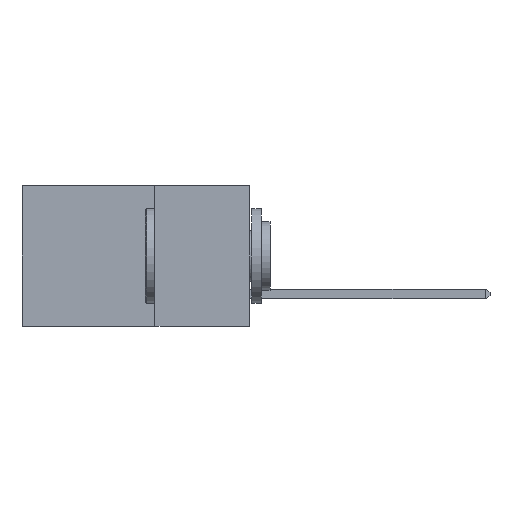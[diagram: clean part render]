
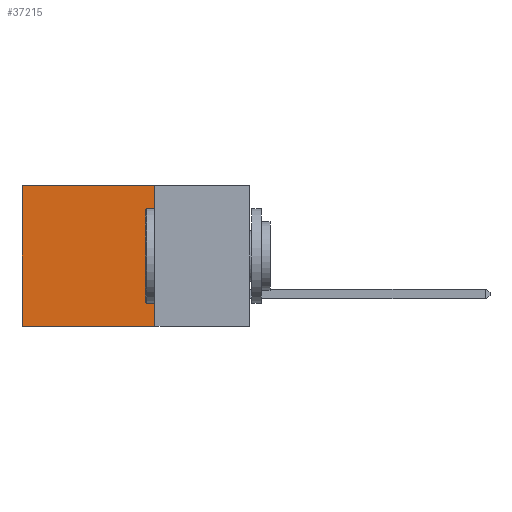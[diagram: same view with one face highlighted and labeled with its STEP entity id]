
A CAD part, left-side view. The second image highlights one B-rep face of the part: STEP entity #37215.
In plain terms, the highlighted planar face has unit normal (-1, 0, 0).
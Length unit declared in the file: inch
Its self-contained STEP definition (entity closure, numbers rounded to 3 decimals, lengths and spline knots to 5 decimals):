
#1016 = CARTESIAN_POINT ( 'NONE',  ( 0.2875, 0.25, -0.37 ) ) ;
#1448 = CARTESIAN_POINT ( 'NONE',  ( 0.2875, 0.25, -0.37 ) ) ;
#1799 = CARTESIAN_POINT ( 'NONE',  ( 0.2875, 0.25, 0. ) ) ;
#2649 = ORIENTED_EDGE ( 'NONE', *, *, #8945, .T. ) ;
#3468 = CARTESIAN_POINT ( 'NONE',  ( 0.2875, 0.6, 0. ) ) ;
#3685 = ORIENTED_EDGE ( 'NONE', *, *, #4695, .T. ) ;
#4466 = DIRECTION ( 'NONE',  ( 0., 1., 0. ) ) ;
#4695 = EDGE_CURVE ( 'NONE', #29303, #39217, #26439, .T. ) ;
#5735 = VERTEX_POINT ( 'NONE', #1016 ) ;
#8389 = EDGE_LOOP ( 'NONE', ( #3685, #31041, #17496, #2649 ) ) ;
#8945 = EDGE_CURVE ( 'NONE', #17817, #29303, #39276, .T. ) ;
#11752 = LINE ( 'NONE', #1448, #35971 ) ;
#12958 = FACE_OUTER_BOUND ( 'NONE', #8389, .T. ) ;
#13172 = CARTESIAN_POINT ( 'NONE',  ( 0.2875, 0.6, -0.37 ) ) ;
#13289 = CARTESIAN_POINT ( 'NONE',  ( 0.2875, 0.6, 0. ) ) ;
#14157 = VECTOR ( 'NONE', #14164, 39.37008 ) ;
#14164 = DIRECTION ( 'NONE',  ( 0., 0., -1. ) ) ;
#15110 = PLANE ( 'NONE',  #26238 ) ;
#15613 = CARTESIAN_POINT ( 'NONE',  ( 0.2875, 0.25, 0. ) ) ;
#15721 = EDGE_CURVE ( 'NONE', #17817, #5735, #25562, .T. ) ;
#17496 = ORIENTED_EDGE ( 'NONE', *, *, #15721, .F. ) ;
#17817 = VERTEX_POINT ( 'NONE', #15613 ) ;
#25562 = LINE ( 'NONE', #39149, #14157 ) ;
#25741 = DIRECTION ( 'NONE',  ( 0., 0., -1. ) ) ;
#26238 = AXIS2_PLACEMENT_3D ( 'NONE', #37219, #33785, #30993 ) ;
#26439 = LINE ( 'NONE', #13289, #28441 ) ;
#28441 = VECTOR ( 'NONE', #25741, 39.37008 ) ;
#29303 = VERTEX_POINT ( 'NONE', #3468 ) ;
#30993 = DIRECTION ( 'NONE',  ( 0., 0., -1. ) ) ;
#31041 = ORIENTED_EDGE ( 'NONE', *, *, #32142, .F. ) ;
#32142 = EDGE_CURVE ( 'NONE', #5735, #39217, #11752, .T. ) ;
#33664 = DIRECTION ( 'NONE',  ( 0., 1., 0. ) ) ;
#33785 = DIRECTION ( 'NONE',  ( 1., 0., 0. ) ) ;
#35971 = VECTOR ( 'NONE', #4466, 39.37008 ) ;
#36857 = VECTOR ( 'NONE', #33664, 39.37008 ) ;
#37215 = ADVANCED_FACE ( 'NONE', ( #12958 ), #15110, .F. ) ;
#37219 = CARTESIAN_POINT ( 'NONE',  ( 0.2875, 0.25, 0. ) ) ;
#39149 = CARTESIAN_POINT ( 'NONE',  ( 0.2875, 0.25, 0. ) ) ;
#39217 = VERTEX_POINT ( 'NONE', #13172 ) ;
#39276 = LINE ( 'NONE', #1799, #36857 ) ;
